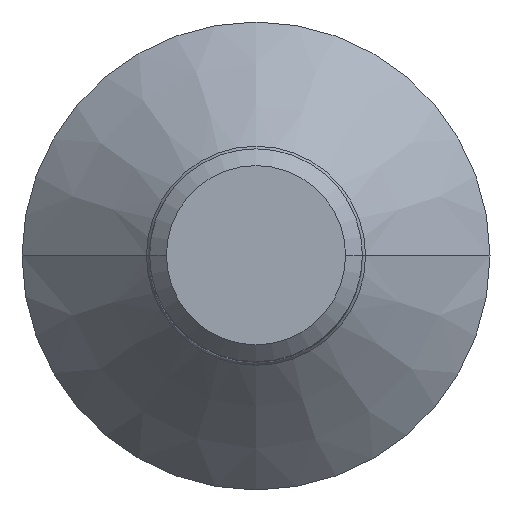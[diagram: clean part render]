
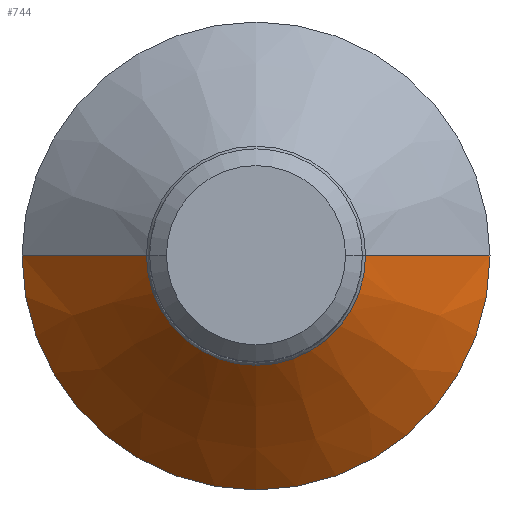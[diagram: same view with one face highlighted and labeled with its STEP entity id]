
A CAD part, top view. The second image highlights one B-rep face of the part: STEP entity #744.
In plain terms, the highlighted conical face has half-angle 45 degrees and reference radius 13.191 mm.
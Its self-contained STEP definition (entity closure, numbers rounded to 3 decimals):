
#4 = DIRECTION ( 'NONE',  ( 0., 0., -1. ) ) ;
#24 = VECTOR ( 'NONE', #526, 1000. ) ;
#43 = DIRECTION ( 'NONE',  ( 0., 0., -1. ) ) ;
#79 = DIRECTION ( 'NONE',  ( -1., 0., 0. ) ) ;
#159 = EDGE_CURVE ( 'NONE', #250, #805, #459, .T. ) ;
#160 = CARTESIAN_POINT ( 'NONE',  ( -13.191, 0., 0. ) ) ;
#162 = VERTEX_POINT ( 'NONE', #402 ) ;
#215 = EDGE_CURVE ( 'NONE', #162, #250, #556, .T. ) ;
#221 = CARTESIAN_POINT ( 'NONE',  ( -13.191, 0., 0. ) ) ;
#224 = CARTESIAN_POINT ( 'NONE',  ( 13.191, 0., 0. ) ) ;
#250 = VERTEX_POINT ( 'NONE', #815 ) ;
#263 = AXIS2_PLACEMENT_3D ( 'NONE', #520, #4, #79 ) ;
#275 = AXIS2_PLACEMENT_3D ( 'NONE', #329, #669, #665 ) ;
#294 = ORIENTED_EDGE ( 'NONE', *, *, #827, .F. ) ;
#298 = AXIS2_PLACEMENT_3D ( 'NONE', #820, #43, #554 ) ;
#301 = ORIENTED_EDGE ( 'NONE', *, *, #159, .T. ) ;
#329 = CARTESIAN_POINT ( 'NONE',  ( 0., 0., 7.016 ) ) ;
#402 = CARTESIAN_POINT ( 'NONE',  ( 6.176, 0., 7.016 ) ) ;
#407 = ORIENTED_EDGE ( 'NONE', *, *, #215, .T. ) ;
#410 = EDGE_LOOP ( 'NONE', ( #836, #407, #301, #294 ) ) ;
#459 = LINE ( 'NONE', #221, #24 ) ;
#482 = VERTEX_POINT ( 'NONE', #224 ) ;
#483 = FACE_OUTER_BOUND ( 'NONE', #410, .T. ) ;
#492 = LINE ( 'NONE', #806, #616 ) ;
#520 = CARTESIAN_POINT ( 'NONE',  ( 0., 0., 0. ) ) ;
#526 = DIRECTION ( 'NONE',  ( -0.707, 0., -0.707 ) ) ;
#554 = DIRECTION ( 'NONE',  ( -1., 0., 0. ) ) ;
#556 = CIRCLE ( 'NONE', #275, 6.176 ) ;
#616 = VECTOR ( 'NONE', #676, 1000. ) ;
#665 = DIRECTION ( 'NONE',  ( 0., 1., 0. ) ) ;
#669 = DIRECTION ( 'NONE',  ( 0., 0., -1. ) ) ;
#676 = DIRECTION ( 'NONE',  ( 0.707, 0., -0.707 ) ) ;
#705 = CONICAL_SURFACE ( 'NONE', #263, 13.191, 0.785 ) ;
#744 = ADVANCED_FACE ( 'NONE', ( #483 ), #705, .T. ) ;
#805 = VERTEX_POINT ( 'NONE', #160 ) ;
#806 = CARTESIAN_POINT ( 'NONE',  ( 13.191, 0., 0. ) ) ;
#810 = EDGE_CURVE ( 'NONE', #162, #482, #492, .T. ) ;
#815 = CARTESIAN_POINT ( 'NONE',  ( -6.176, 0., 7.016 ) ) ;
#819 = CIRCLE ( 'NONE', #298, 13.191 ) ;
#820 = CARTESIAN_POINT ( 'NONE',  ( 0., 0., 0. ) ) ;
#827 = EDGE_CURVE ( 'NONE', #482, #805, #819, .T. ) ;
#836 = ORIENTED_EDGE ( 'NONE', *, *, #810, .F. ) ;
